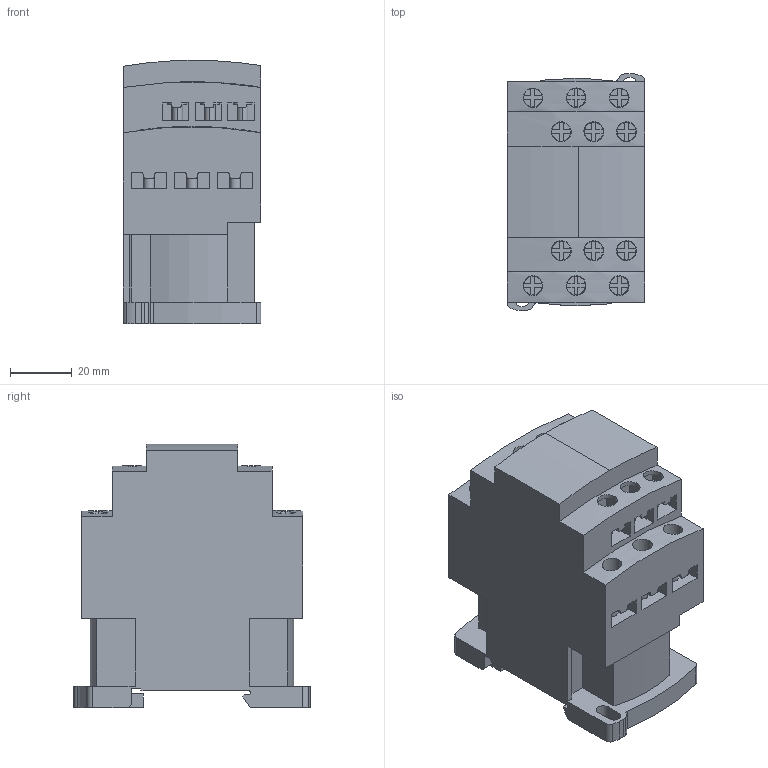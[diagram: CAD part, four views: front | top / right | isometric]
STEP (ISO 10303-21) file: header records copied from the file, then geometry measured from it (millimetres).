
FILE_DESCRIPTION (( 'STEP AP203' ), '1' );
FILE_NAME ('3d êìè-à_1 ãàáàðèò.STEP', '2022-12-11T11:31:00', ( '' ), ( '' ), 'SwSTEP 2.0', 'SolidWorks 2016', '' );
FILE_SCHEMA (( 'CONFIG_CONTROL_DESIGN' ));
Length unit declared in the file: millimetre
Products named in the file (1): 3d êìè-à_1 ãàáàðèò
Bounding box: 44.8 x 76.93 x 85.54 mm (x, y, z)
Volume: 204412.8 mm3; surface area: 35812.7 mm2
Topology: 1 solids, 1 shells, 538 faces, 1512 edges, 1008 vertices
Faces by surface type: plane 361, cylinder 171, bspline 6
Entity records: 18946 total; most frequent: CARTESIAN_POINT 4820, ORIENTED_EDGE 3024, DIRECTION 2807, EDGE_CURVE 1512, VECTOR 1037, LINE 1037, VERTEX_POINT 1008, AXIS2_PLACEMENT_3D 885
